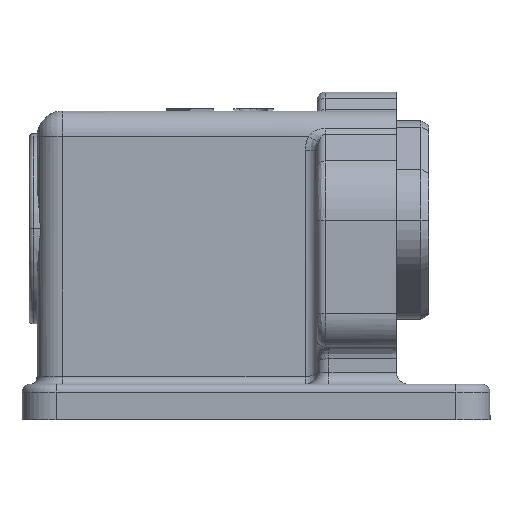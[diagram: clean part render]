
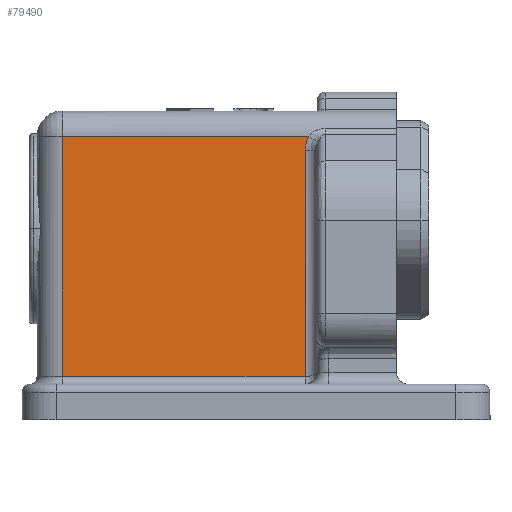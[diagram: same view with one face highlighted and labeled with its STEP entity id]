
A CAD part, left-side view. The second image highlights one B-rep face of the part: STEP entity #79490.
In plain terms, the highlighted face is planar.
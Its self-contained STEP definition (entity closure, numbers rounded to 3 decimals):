
#9530=CARTESIAN_POINT('',(13.55,-15.5,-19.55));
#9540=VERTEX_POINT('',#9530);
#20880=CARTESIAN_POINT('',(13.55,-46.1,
10.7));
#20890=VERTEX_POINT('',#20880);
#20920=CARTESIAN_POINT('',(13.55,-46.1,0.));
#20930=DIRECTION('',(0.,0.,-1.));
#20940=VECTOR('',#20930,1.);
#20950=LINE('',#20920,#20940);
#20960=CARTESIAN_POINT('',(13.55,-46.1,
-19.55));
#20970=VERTEX_POINT('',#20960);
#20980=EDGE_CURVE('',#20890,#20970,#20950,.T.);
#31070=CARTESIAN_POINT('',(13.55,-15.05,
10.7));
#31080=VERTEX_POINT('',#31070);
#79100=CARTESIAN_POINT('',(13.55,-14.5,-13.669));
#79110=DIRECTION('',(-1.,0.,0.));
#79120=DIRECTION('',(0.,0.,1.));
#79130=AXIS2_PLACEMENT_3D('',#79100,#79110,#79120);
#79140=PLANE('',#79130);
#79150=ORIENTED_EDGE('',*,*,#20980,.T.);
#79160=CARTESIAN_POINT('',(13.55,0.,10.7));
#79170=DIRECTION('',(0.,-1.,0.));
#79180=VECTOR('',#79170,1.);
#79190=LINE('',#79160,#79180);
#79200=EDGE_CURVE('',#31080,#20890,#79190,.T.);
#79210=ORIENTED_EDGE('',*,*,#79200,.T.);
#79220=CARTESIAN_POINT('',(13.55,-15.05,
10.7));
#79230=CARTESIAN_POINT('',(13.55,-15.089,
10.632));
#79240=CARTESIAN_POINT('',(13.55,-15.125,
10.562));
#79250=CARTESIAN_POINT('',(13.55,-15.281,
10.236));
#79260=CARTESIAN_POINT('',(13.55,-15.368,
9.969));
#79270=CARTESIAN_POINT('',(13.55,-15.475,
9.452));
#79280=CARTESIAN_POINT('',(13.55,-15.495,
9.204));
#79290=CARTESIAN_POINT('',(13.55,-15.5,8.953));
#79300=B_SPLINE_CURVE_WITH_KNOTS('',3,(#79220,#79230,#79240,#79250,
#79260,#79270,#79280,#79290),.UNSPECIFIED.,.F.,.F.,(4,2,2,4),(0.,
0.171,0.79,1.363),.UNSPECIFIED.);
#79310=CARTESIAN_POINT('',(13.55,-15.5,8.953));
#79320=VERTEX_POINT('',#79310);
#79330=EDGE_CURVE('',#31080,#79320,#79300,.T.);
#79340=ORIENTED_EDGE('',*,*,#79330,.F.);
#79350=CARTESIAN_POINT('',(13.55,-15.5,8.985));
#79360=DIRECTION('',(0.,0.,-1.));
#79370=VECTOR('',#79360,1.);
#79380=LINE('',#79350,#79370);
#79390=EDGE_CURVE('',#79320,#9540,#79380,.T.);
#79400=ORIENTED_EDGE('',*,*,#79390,.F.);
#79410=CARTESIAN_POINT('',(13.55,-46.1,
-19.55));
#79420=DIRECTION('',(0.,-1.,0.));
#79430=VECTOR('',#79420,1.);
#79440=LINE('',#79410,#79430);
#79450=EDGE_CURVE('',#9540,#20970,#79440,.T.);
#79460=ORIENTED_EDGE('',*,*,#79450,.F.);
#79470=EDGE_LOOP('',(#79460,#79400,#79340,#79210,#79150));
#79480=FACE_OUTER_BOUND('',#79470,.T.);
#79490=ADVANCED_FACE('',(#79480),#79140,.F.);
